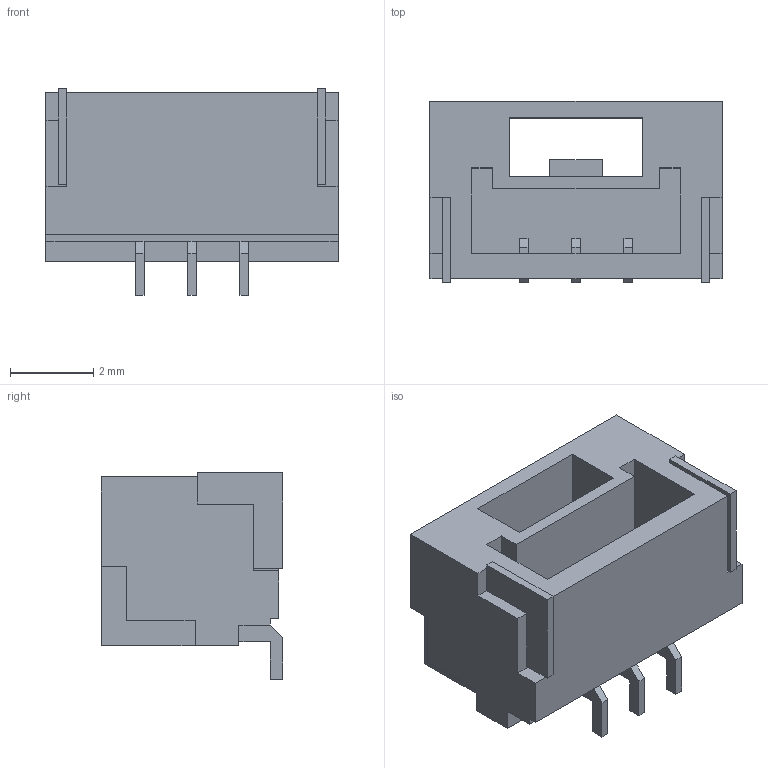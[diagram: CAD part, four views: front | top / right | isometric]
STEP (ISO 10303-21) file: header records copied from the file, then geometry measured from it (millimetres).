
FILE_DESCRIPTION(/* description */ ('STEP AP214'),/* implementation_level */ '2;1');
FILE_NAME(/* name */ 'SM03B-GHS-TB.step',/* time_stamp */ '2017-11-18T13:39:35+01:00',/* author */ ('Emil Fresk'),/* organization */ (' '),/* preprocessor_version */ 'ST-DEVELOPER v16.1',/* originating_system */ 'Autodesk Inventor 2016',/* authorisation */ '');
FILE_SCHEMA (('AUTOMOTIVE_DESIGN { 1 0 10303 214 3 1 1 }'));
Length unit declared in the file: millimetre
Products named in the file (1): SM03B-GHS-TB
Bounding box: 7 x 4.35 x 4.95 mm (x, y, z)
Volume: 75.4 mm3; surface area: 231.2 mm2
Topology: 1 solids, 1 shells, 99 faces, 275 edges, 180 vertices
Faces by surface type: plane 99
Entity records: 3172 total; most frequent: CARTESIAN_POINT 555, ORIENTED_EDGE 550, DIRECTION 475, LINE 275, VECTOR 275, EDGE_CURVE 275, VERTEX_POINT 180, EDGE_LOOP 103
